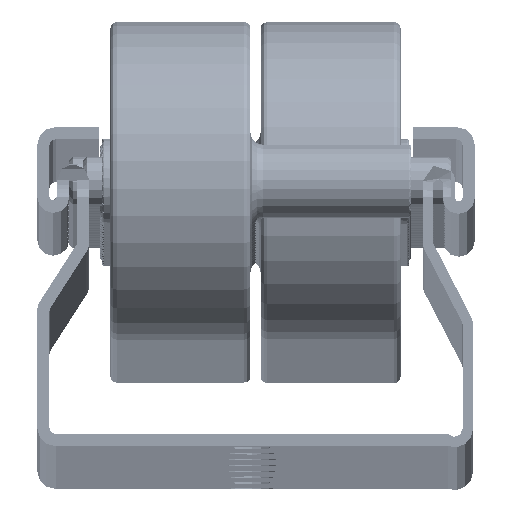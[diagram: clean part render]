
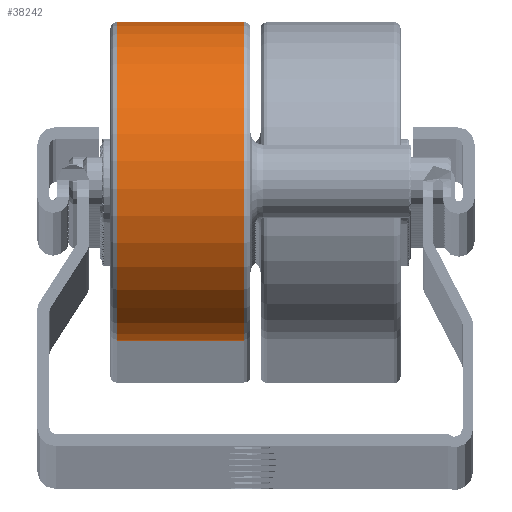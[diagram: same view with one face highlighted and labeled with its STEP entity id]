
A CAD part, top view. The second image highlights one B-rep face of the part: STEP entity #38242.
In plain terms, the highlighted cylindrical face has radius 13 mm (diameter 26 mm), a full revolution.
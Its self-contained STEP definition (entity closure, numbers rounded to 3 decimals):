
#6348=FACE_OUTER_BOUND('',#8514,.T.);
#8514=EDGE_LOOP('',(#35511,#35512,#35513,#35514));
#10726=LINE('',#87183,#12950);
#12950=VECTOR('',#51428,13.);
#14159=CIRCLE('',#41863,13.);
#14161=CIRCLE('',#41866,13.);
#18085=VERTEX_POINT('',#87178);
#18086=VERTEX_POINT('',#87182);
#23904=EDGE_CURVE('',#18085,#18085,#14159,.T.);
#23906=EDGE_CURVE('',#18085,#18086,#10726,.T.);
#23907=EDGE_CURVE('',#18086,#18086,#14161,.T.);
#35511=ORIENTED_EDGE('',*,*,#23904,.F.);
#35512=ORIENTED_EDGE('',*,*,#23906,.T.);
#35513=ORIENTED_EDGE('',*,*,#23907,.F.);
#35514=ORIENTED_EDGE('',*,*,#23906,.F.);
#36592=CYLINDRICAL_SURFACE('',#41865,13.);
#38242=ADVANCED_FACE('',(#6348),#36592,.T.);
#41863=AXIS2_PLACEMENT_3D('',#87179,#51422,#51423);
#41865=AXIS2_PLACEMENT_3D('',#87181,#51426,#51427);
#41866=AXIS2_PLACEMENT_3D('',#87184,#51429,#51430);
#51422=DIRECTION('center_axis',(0.,0.,1.));
#51423=DIRECTION('ref_axis',(-1.,0.,0.));
#51426=DIRECTION('center_axis',(0.,0.,1.));
#51427=DIRECTION('ref_axis',(-1.,0.,0.));
#51428=DIRECTION('',(0.,0.,-1.));
#51429=DIRECTION('center_axis',(0.,0.,-1.));
#51430=DIRECTION('ref_axis',(-1.,0.,0.));
#87178=CARTESIAN_POINT('',(13.,0.,-1.));
#87179=CARTESIAN_POINT('Origin',(0.,0.,-1.));
#87181=CARTESIAN_POINT('Origin',(0.,0.,0.));
#87182=CARTESIAN_POINT('',(13.,0.,-11.4));
#87183=CARTESIAN_POINT('',(13.,0.,0.));
#87184=CARTESIAN_POINT('Origin',(0.,0.,-11.4));
